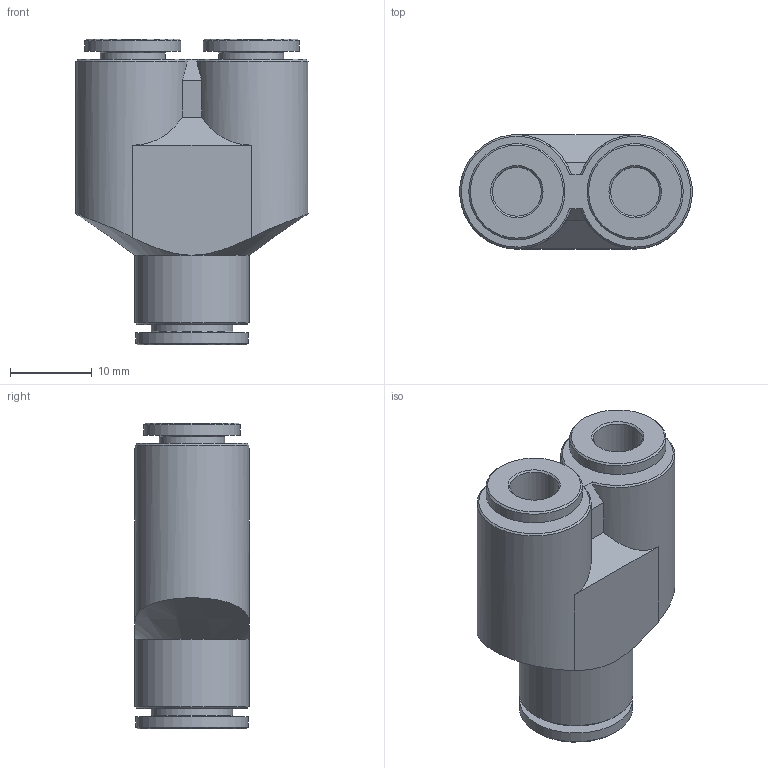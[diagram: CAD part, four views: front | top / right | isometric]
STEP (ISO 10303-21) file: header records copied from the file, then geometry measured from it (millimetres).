
FILE_DESCRIPTION(/* description */ ('STEP AP214'),/* implementation_level */ '2;1');
FILE_NAME(/* name */ '578414_NPQH-Y-Q8-Q6-P10',/* time_stamp */ '2024-09-12T07:40:27+02:00',/* author */ ('License CC BY-ND 4.0'),/* organization */ ('CADENAS'),/* preprocessor_version */ 'ST-DEVELOPER v19.3',/* originating_system */ 'PARTsolutions',/* authorisation */ ' ');
FILE_SCHEMA (('AUTOMOTIVE_DESIGN {1 0 10303 214 3 1 1}'));
Length unit declared in the file: millimetre
Products named in the file (1): 578414 NPQH-Y-Q8-Q6-P10
Bounding box: 28.47 x 14 x 37.5 mm (x, y, z)
Volume: 8074 mm3; surface area: 4289.3 mm2
Topology: 1 solids, 1 shells, 45 faces, 90 edges, 56 vertices
Faces by surface type: plane 19, cone 14, cylinder 12
Full cylindrical faces by diameter (mm): 6 x2, 8 x3, 10 x1, 11.8 x2, 13.8 x1, 14 x1
Entity records: 1122 total; most frequent: CARTESIAN_POINT 220, DIRECTION 194, ORIENTED_EDGE 138, AXIS2_PLACEMENT_3D 89, EDGE_LOOP 74, FACE_BOUND 74, EDGE_CURVE 69, VERTEX_POINT 55
